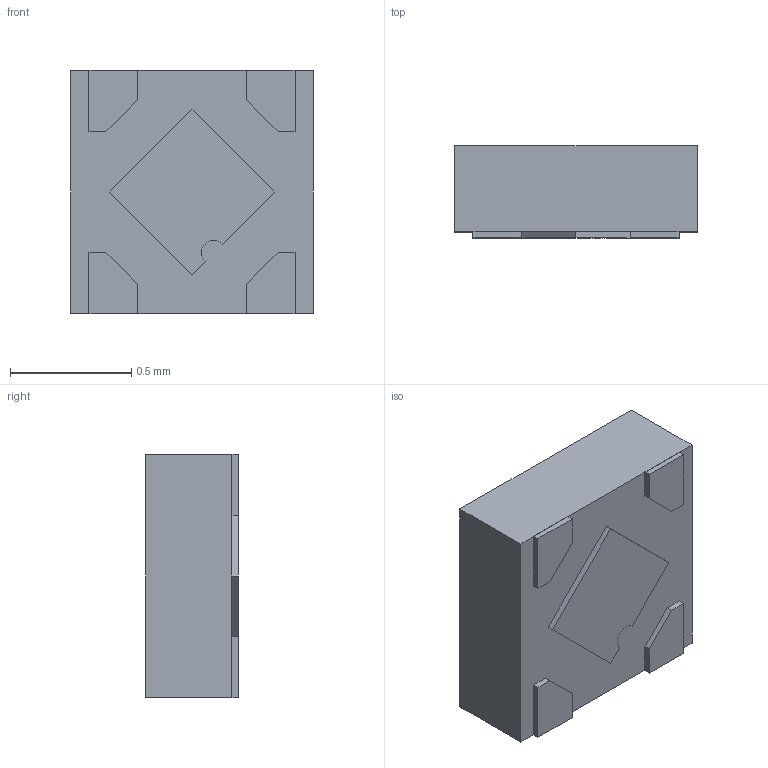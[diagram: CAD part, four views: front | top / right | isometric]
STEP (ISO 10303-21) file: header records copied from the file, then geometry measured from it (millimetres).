
FILE_DESCRIPTION (( 'STEP AP214' ), '1' );
FILE_NAME ('C0E8CE4A-C5C2-474D-A59D-AFA287A81B79.STEP', '2023-09-02T11:47:43', ( '' ), ( '' ), 'SwSTEP 2.0', 'SolidWorks 2022', '' );
FILE_SCHEMA (( 'AUTOMOTIVE_DESIGN' ));
Length unit declared in the file: millimetre
Products named in the file (1): C0E8CE4A-C5C2-474D-A59D-AFA287A81B79
Bounding box: 1 x 0.38 x 1 mm (x, y, z)
Volume: 0.4 mm3; surface area: 3.6 mm2
Topology: 1 solids, 1 shells, 41 faces, 106 edges, 68 vertices
Faces by surface type: plane 40, cylinder 1
Entity records: 1318 total; most frequent: CARTESIAN_POINT 216, ORIENTED_EDGE 212, DIRECTION 192, EDGE_CURVE 106, LINE 104, VECTOR 104, VERTEX_POINT 68, AXIS2_PLACEMENT_3D 44
